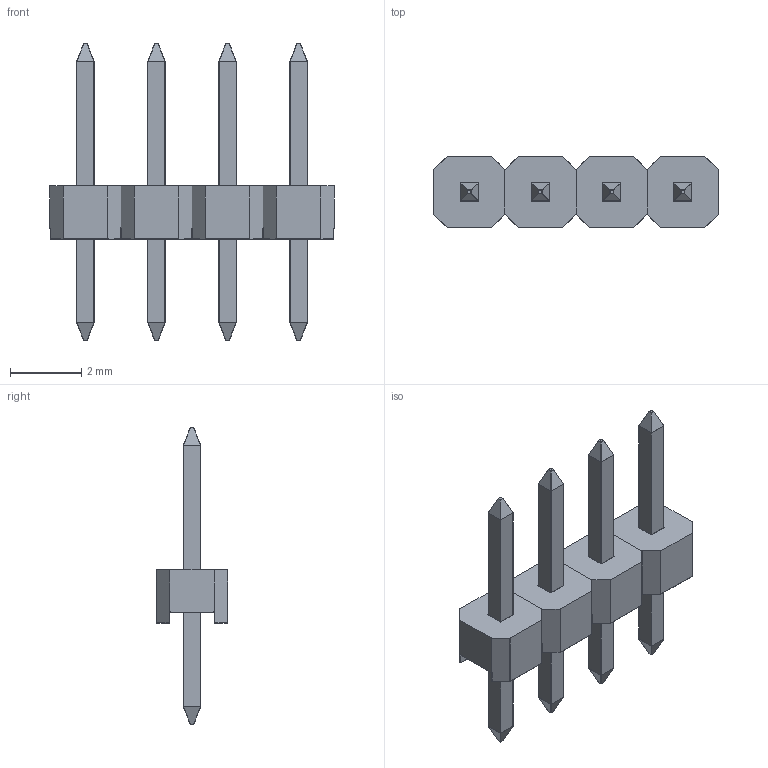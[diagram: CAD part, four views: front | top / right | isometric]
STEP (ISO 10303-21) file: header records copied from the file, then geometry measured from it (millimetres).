
FILE_DESCRIPTION(/* description */ (''),/* implementation_level */ '2;1');
FILE_NAME(/* name */ 'Pin Header Male 1x04 MPE-Garry 150-1-004-0-S-XS0-0835.stp',/* time_stamp */ '2020-04-20T10:07:56+02:00',/* author */ ('diwou'),/* organization */ (''),/* preprocessor_version */ 'ST-DEVELOPER v18.1',/* originating_system */ 'Autodesk Inventor 2021',/* authorisation */ '');
FILE_SCHEMA (('AUTOMOTIVE_DESIGN { 1 0 10303 214 3 1 1 }'));
Length unit declared in the file: millimetre
Products named in the file (2): Pin Header Male 1x04 MPE-Garry 150-1-004-0-S-XS0-0835; Pin Header Male 1x32 MPE-Garry 150-1-001-0-S-XS0-0835
Assembly tree (4 placements, depth 2):
  Pin Header Male 1x04 MPE-Garry 150-1-004-0-S-XS0-0835
    Pin Header Male 1x32 MPE-Garry 150-1-001-0-S-XS0-0835  x4
Bounding box: 8 x 2 x 8.35 mm (x, y, z)
Volume: 25.9 mm3; surface area: 143.3 mm2
Topology: 4 solids, 4 shells, 648 faces, 1472 edges, 816 vertices
Faces by surface type: cylinder 256, plane 168, bspline 128, sphere 96
Entity records: 6172 total; most frequent: CARTESIAN_POINT 2450, ORIENTED_EDGE 720, DIRECTION 720, EDGE_CURVE 360, AXIS2_PLACEMENT_3D 280, VERTEX_POINT 204, EDGE_LOOP 166, FACE_OUTER_BOUND 162
